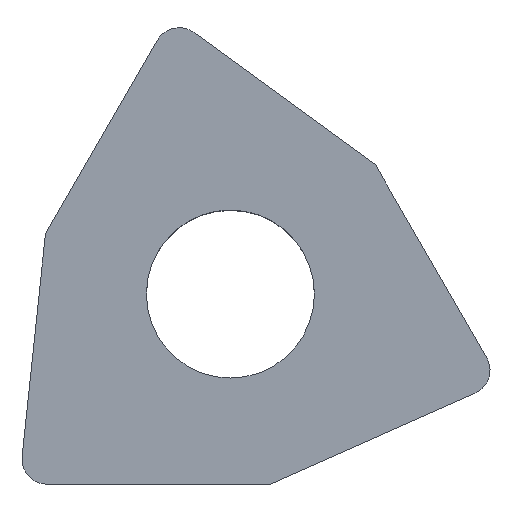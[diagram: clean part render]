
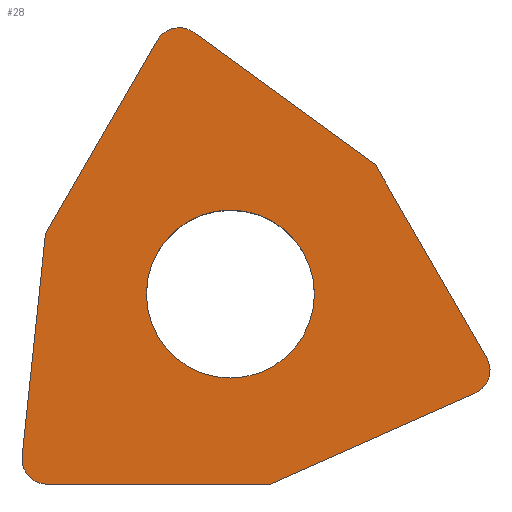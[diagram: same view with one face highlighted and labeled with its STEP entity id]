
A CAD part, top view. The second image highlights one B-rep face of the part: STEP entity #28.
In plain terms, the highlighted planar face has unit normal (0, 0, 1).
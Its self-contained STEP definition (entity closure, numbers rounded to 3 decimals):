
#28 = ADVANCED_FACE('',(#29,#106),#117,.T.);
#29 = FACE_BOUND('',#30,.T.);
#30 = EDGE_LOOP('',(#31,#41,#50,#58,#66,#75,#83,#91,#100));
#31 = ORIENTED_EDGE('',*,*,#32,.T.);
#32 = EDGE_CURVE('',#33,#35,#37,.T.);
#33 = VERTEX_POINT('',#34);
#34 = CARTESIAN_POINT('',(0.638,-3.,0.));
#35 = VERTEX_POINT('',#36);
#36 = CARTESIAN_POINT('',(3.858,-1.566,
    0.));
#37 = LINE('',#38,#39);
#38 = CARTESIAN_POINT('',(2.072,-2.361,0.));
#39 = VECTOR('',#40,1.);
#40 = DIRECTION('',(0.914,0.407,0.));
#41 = ORIENTED_EDGE('',*,*,#42,.F.);
#42 = EDGE_CURVE('',#43,#35,#45,.T.);
#43 = VERTEX_POINT('',#44);
#44 = CARTESIAN_POINT('',(4.042,-1.001,
    0.));
#45 = CIRCLE('',#46,0.4);
#46 = AXIS2_PLACEMENT_3D('',#47,#48,#49);
#47 = CARTESIAN_POINT('',(3.695,-1.201,
    0.));
#48 = DIRECTION('',(0.,0.,-1.));
#49 = DIRECTION('',(0.5,-0.866,0.));
#50 = ORIENTED_EDGE('',*,*,#51,.T.);
#51 = EDGE_CURVE('',#43,#52,#54,.T.);
#52 = VERTEX_POINT('',#53);
#53 = CARTESIAN_POINT('',(2.279,2.052,0.));
#54 = LINE('',#55,#56);
#55 = CARTESIAN_POINT('',(0.466,5.193,0.));
#56 = VECTOR('',#57,1.);
#57 = DIRECTION('',(-0.5,0.866,0.));
#58 = ORIENTED_EDGE('',*,*,#59,.T.);
#59 = EDGE_CURVE('',#52,#60,#62,.T.);
#60 = VERTEX_POINT('',#61);
#61 = CARTESIAN_POINT('',(-0.573,4.124,
    0.));
#62 = LINE('',#63,#64);
#63 = CARTESIAN_POINT('',(-0.932,4.385,0.));
#64 = VECTOR('',#65,1.);
#65 = DIRECTION('',(-0.809,0.588,0.));
#66 = ORIENTED_EDGE('',*,*,#67,.F.);
#67 = EDGE_CURVE('',#68,#60,#70,.T.);
#68 = VERTEX_POINT('',#69);
#69 = CARTESIAN_POINT('',(-1.154,4.001,
    0.));
#70 = CIRCLE('',#71,0.4);
#71 = AXIS2_PLACEMENT_3D('',#72,#73,#74);
#72 = CARTESIAN_POINT('',(-0.808,3.801,
    0.));
#73 = DIRECTION('',(0.,0.,-1.));
#74 = DIRECTION('',(0.5,0.866,0.));
#75 = ORIENTED_EDGE('',*,*,#76,.T.);
#76 = EDGE_CURVE('',#68,#77,#79,.T.);
#77 = VERTEX_POINT('',#78);
#78 = CARTESIAN_POINT('',(-2.917,0.948,0.));
#79 = LINE('',#80,#81);
#80 = CARTESIAN_POINT('',(-0.932,4.385,0.));
#81 = VECTOR('',#82,1.);
#82 = DIRECTION('',(-0.5,-0.866,0.));
#83 = ORIENTED_EDGE('',*,*,#84,.T.);
#84 = EDGE_CURVE('',#77,#85,#87,.T.);
#85 = VERTEX_POINT('',#86);
#86 = CARTESIAN_POINT('',(-3.285,-2.558,
    0.));
#87 = LINE('',#88,#89);
#88 = CARTESIAN_POINT('',(-2.538,4.554,0.));
#89 = VECTOR('',#90,1.);
#90 = DIRECTION('',(-0.105,-0.995,0.));
#91 = ORIENTED_EDGE('',*,*,#92,.F.);
#92 = EDGE_CURVE('',#93,#85,#95,.T.);
#93 = VERTEX_POINT('',#94);
#94 = CARTESIAN_POINT('',(-2.888,-3.,0.));
#95 = CIRCLE('',#96,0.4);
#96 = AXIS2_PLACEMENT_3D('',#97,#98,#99);
#97 = CARTESIAN_POINT('',(-2.888,-2.6,0.));
#98 = DIRECTION('',(0.,0.,-1.));
#99 = DIRECTION('',(-1.,0.,0.));
#100 = ORIENTED_EDGE('',*,*,#101,.T.);
#101 = EDGE_CURVE('',#93,#33,#102,.T.);
#102 = LINE('',#103,#104);
#103 = CARTESIAN_POINT('',(-0.932,-3.,0.));
#104 = VECTOR('',#105,1.);
#105 = DIRECTION('',(1.,0.,0.));
#106 = FACE_BOUND('',#107,.T.);
#107 = EDGE_LOOP('',(#108));
#108 = ORIENTED_EDGE('',*,*,#109,.F.);
#109 = EDGE_CURVE('',#110,#110,#112,.T.);
#110 = VERTEX_POINT('',#111);
#111 = CARTESIAN_POINT('',(0.,-1.325,
    0.));
#112 = CIRCLE('',#113,1.325);
#113 = AXIS2_PLACEMENT_3D('',#114,#115,#116);
#114 = CARTESIAN_POINT('',(0.,0.,
    0.));
#115 = DIRECTION('',(0.,0.,1.));
#116 = DIRECTION('',(0.,-1.,0.));
#117 = PLANE('',#118);
#118 = AXIS2_PLACEMENT_3D('',#119,#120,#121);
#119 = CARTESIAN_POINT('',(-0.932,4.385,0.));
#120 = DIRECTION('',(0.,0.,1.));
#121 = DIRECTION('',(-1.,0.,0.));
